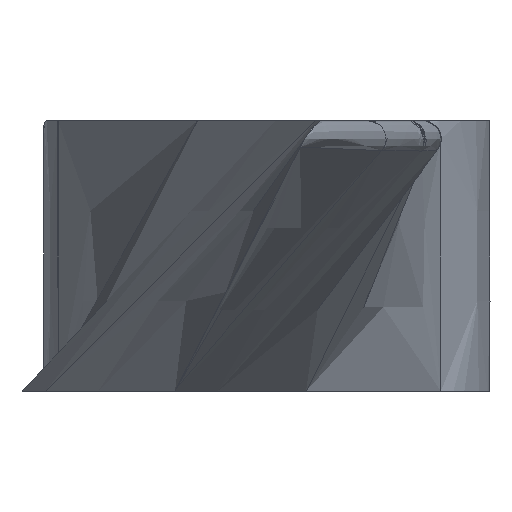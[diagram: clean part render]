
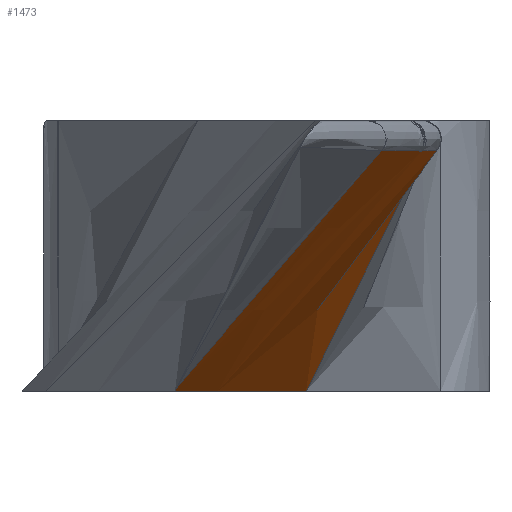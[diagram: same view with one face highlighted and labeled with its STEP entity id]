
A CAD part, left-side view. The second image highlights one B-rep face of the part: STEP entity #1473.
In plain terms, the highlighted free-form (B-spline) face has degree [3, 3] with [4, 8] control points.
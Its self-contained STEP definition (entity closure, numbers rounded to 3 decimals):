
#161=CARTESIAN_POINT('',(-43.131,-2.166,0.));
#162=CARTESIAN_POINT('',(-48.374,-1.151,0.));
#163=CARTESIAN_POINT('',(-58.896,0.679,0.));
#164=CARTESIAN_POINT('',(-74.766,2.822,0.));
#165=CARTESIAN_POINT('',(-88.044,4.104,0.));
#166=CARTESIAN_POINT('',(-98.689,4.827,0.));
#167=CARTESIAN_POINT('',(-104.016,5.087,0.));
#168=CARTESIAN_POINT('',(-106.681,5.192,0.));
#177=CARTESIAN_POINT('',(-43.131,-2.166,0.));
#393=CARTESIAN_POINT('',(-107.326,-6.366,13.345));
#420=CARTESIAN_POINT('',(-43.544,-8.931,13.557));
#421=CARTESIAN_POINT('',(-46.59,-9.174,13.511));
#422=CARTESIAN_POINT('',(-52.411,-9.453,13.446));
#423=CARTESIAN_POINT('',(-60.243,-9.511,13.392));
#424=CARTESIAN_POINT('',(-67.44,-9.372,13.36));
#425=CARTESIAN_POINT('',(-73.97,-9.109,13.341));
#426=CARTESIAN_POINT('',(-79.934,-8.775,13.33));
#427=CARTESIAN_POINT('',(-85.415,-8.399,13.325));
#428=CARTESIAN_POINT('',(-90.467,-8.,13.324));
#429=CARTESIAN_POINT('',(-95.018,-7.603,13.326));
#430=CARTESIAN_POINT('',(-99.334,-7.195,13.331));
#431=CARTESIAN_POINT('',(-103.474,-6.778,13.337));
#432=CARTESIAN_POINT('',(-106.069,-6.503,13.342));
#433=CARTESIAN_POINT('',(-107.326,-6.366,13.345));
#435=DIRECTION('',(0.037,0.654,-0.755));
#436=VECTOR('',#435,17.666);
#437=CARTESIAN_POINT('',(-107.326,-6.366,13.345));
#438=LINE('',#437,#436);
#479=DIRECTION('',(0.027,0.446,-0.894));
#480=VECTOR('',#479,15.156);
#481=CARTESIAN_POINT('',(-43.544,-8.931,13.557));
#482=LINE('',#481,#480);
#895=VERTEX_POINT('',#177);
#896=VERTEX_POINT('',#168);
#956=VERTEX_POINT('',#393);
#957=VERTEX_POINT('',#420);
#1432=CARTESIAN_POINT('',(-42.919,-9.023,
13.864));
#1433=CARTESIAN_POINT('',(-48.44,-9.565,
13.864));
#1434=CARTESIAN_POINT('',(-59.269,-10.006,
13.864));
#1435=CARTESIAN_POINT('',(-75.411,-9.601,
13.864));
#1436=CARTESIAN_POINT('',(-88.708,-8.681,
13.864));
#1437=CARTESIAN_POINT('',(-99.56,-7.67,
13.864));
#1438=CARTESIAN_POINT('',(-105.124,-7.07,
13.864));
#1439=CARTESIAN_POINT('',(-107.986,-6.743,
13.864));
#1440=CARTESIAN_POINT('',(-42.777,-6.728,
9.14));
#1441=CARTESIAN_POINT('',(-48.274,-6.723,
9.14));
#1442=CARTESIAN_POINT('',(-59.07,-6.375,
9.14));
#1443=CARTESIAN_POINT('',(-75.191,-5.368,
9.14));
#1444=CARTESIAN_POINT('',(-88.482,-4.325,
9.14));
#1445=CARTESIAN_POINT('',(-99.335,-3.407,
9.14));
#1446=CARTESIAN_POINT('',(-104.891,-2.921,
9.14));
#1447=CARTESIAN_POINT('',(-107.759,-2.668,
9.14));
#1448=CARTESIAN_POINT('',(-42.636,-4.434,
4.417));
#1449=CARTESIAN_POINT('',(-48.109,-3.881,
4.417));
#1450=CARTESIAN_POINT('',(-58.871,-2.744,
4.417));
#1451=CARTESIAN_POINT('',(-74.971,-1.136,
4.417));
#1452=CARTESIAN_POINT('',(-88.256,0.031,
4.417));
#1453=CARTESIAN_POINT('',(-99.111,0.855,
4.417));
#1454=CARTESIAN_POINT('',(-104.659,1.228,4.417));
#1455=CARTESIAN_POINT('',(-107.531,1.406,4.417));
#1456=CARTESIAN_POINT('',(-42.495,-2.139,
-0.307));
#1457=CARTESIAN_POINT('',(-47.944,-1.04,
-0.307));
#1458=CARTESIAN_POINT('',(-58.672,0.887,
-0.307));
#1459=CARTESIAN_POINT('',(-74.751,3.097,
-0.307));
#1460=CARTESIAN_POINT('',(-88.029,4.387,
-0.307));
#1461=CARTESIAN_POINT('',(-98.886,5.118,
-0.307));
#1462=CARTESIAN_POINT('',(-104.426,5.377,
-0.307));
#1463=CARTESIAN_POINT('',(-107.304,5.481,
-0.307));
#1464=B_SPLINE_SURFACE_WITH_KNOTS('',3,3,((#1432,#1433,#1434,#1435,#1436,#1437,
#1438,#1439),(#1440,#1441,#1442,#1443,#1444,#1445,#1446,#1447),(#1448,#1449,
#1450,#1451,#1452,#1453,#1454,#1455),(#1456,#1457,#1458,#1459,#1460,#1461,#1462,
#1463)),.UNSPECIFIED.,.F.,.F.,.F.,(4,4),(4,1,1,1,1,4),(0.076,
1.02),(0.574,0.603,0.631,
0.659,0.673,0.689),.UNSPECIFIED.);
#1466=ORIENTED_EDGE('',*,*,#1465,.F.);
#1468=ORIENTED_EDGE('',*,*,#1467,.T.);
#1469=ORIENTED_EDGE('',*,*,#1019,.T.);
#1470=ORIENTED_EDGE('',*,*,#1425,.F.);
#1471=EDGE_LOOP('',(#1466,#1468,#1469,#1470));
#1472=FACE_OUTER_BOUND('',#1471,.F.);
#1473=ADVANCED_FACE('',(#1472),#1464,.F.);
#169=B_SPLINE_CURVE_WITH_KNOTS('',3,(#161,#162,#163,#164,#165,#166,#167,#168),
.UNSPECIFIED.,.F.,.F.,(4,1,1,1,1,4),(0.,0.25,0.5,0.75,0.875,1.),
.UNSPECIFIED.);
#434=B_SPLINE_CURVE_WITH_KNOTS('',3,(#420,#421,#422,#423,#424,#425,#426,#427,
#428,#429,#430,#431,#432,#433),.UNSPECIFIED.,.F.,.F.,(4,1,1,1,1,1,1,1,1,1,1,4),(
0.,0.091,0.182,0.273,0.364,
0.455,0.545,0.636,0.727,
0.818,0.909,1.),.UNSPECIFIED.);
#1019=EDGE_CURVE('',#895,#896,#169,.T.);
#1425=EDGE_CURVE('',#956,#896,#438,.T.);
#1465=EDGE_CURVE('',#957,#956,#434,.T.);
#1467=EDGE_CURVE('',#957,#895,#482,.T.);
